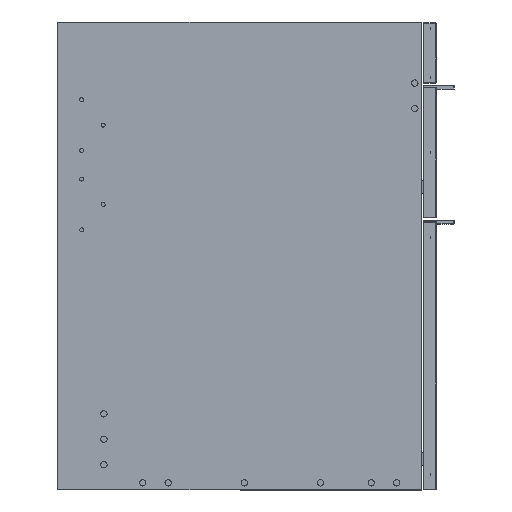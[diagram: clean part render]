
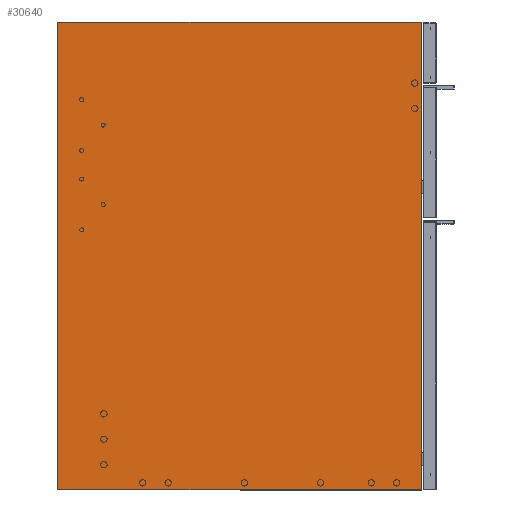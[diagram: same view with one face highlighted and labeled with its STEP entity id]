
A CAD part, left-side view. The second image highlights one B-rep face of the part: STEP entity #30640.
In plain terms, the highlighted planar face has unit normal (-1, 0, 0).
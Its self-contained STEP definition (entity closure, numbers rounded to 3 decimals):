
#29401=CARTESIAN_POINT('',(413.072,7236.488,0.));
#29402=VERTEX_POINT('',#29401);
#29409=CARTESIAN_POINT('',(413.072,7694.488,0.0));
#29410=VERTEX_POINT('',#29409);
#29411=CARTESIAN_POINT('',(413.072,7236.488,0.));
#29412=DIRECTION('',(0.0,1.0,0.0));
#29413=VECTOR('',#29412,458.);
#29414=LINE('',#29411,#29413);
#29415=EDGE_CURVE('',#29402,#29410,#29414,.T.);
#29465=CARTESIAN_POINT('',(413.072,7236.488,590.0));
#29466=VERTEX_POINT('',#29465);
#29473=CARTESIAN_POINT('',(413.072,7236.488,590.0));
#29474=DIRECTION('',(0.0,0.0,-1.0));
#29475=VECTOR('',#29474,590.0);
#29476=LINE('',#29473,#29475);
#29477=EDGE_CURVE('',#29466,#29402,#29476,.T.);
#30495=CARTESIAN_POINT('',(413.072,7694.488,590.0));
#30496=VERTEX_POINT('',#30495);
#30503=CARTESIAN_POINT('',(413.072,7694.488,590.0));
#30504=DIRECTION('',(0.0,-1.0,0.0));
#30505=VECTOR('',#30504,458.);
#30506=LINE('',#30503,#30505);
#30507=EDGE_CURVE('',#30496,#29466,#30506,.T.);
#30526=CARTESIAN_POINT('',(413.072,7694.488,0.0));
#30527=DIRECTION('',(0.0,0.0,1.0));
#30528=VECTOR('',#30527,590.0);
#30529=LINE('',#30526,#30528);
#30530=EDGE_CURVE('',#29410,#30496,#30529,.T.);
#30629=CARTESIAN_POINT('',(413.072,7465.488,590.001));
#30630=DIRECTION('',(-1.0,0.0,0.0));
#30631=DIRECTION('',(0.0,0.0,1.0));
#30632=AXIS2_PLACEMENT_3D('',#30629,#30630,#30631);
#30633=PLANE('',#30632);
#30634=ORIENTED_EDGE('',*,*,#29477,.F.);
#30635=ORIENTED_EDGE('',*,*,#30507,.F.);
#30636=ORIENTED_EDGE('',*,*,#30530,.F.);
#30637=ORIENTED_EDGE('',*,*,#29415,.F.);
#30638=EDGE_LOOP('',(#30634,#30635,#30636,#30637));
#30639=FACE_OUTER_BOUND('',#30638,.T.);
#30640=ADVANCED_FACE('',(#30639),#30633,.T.);
